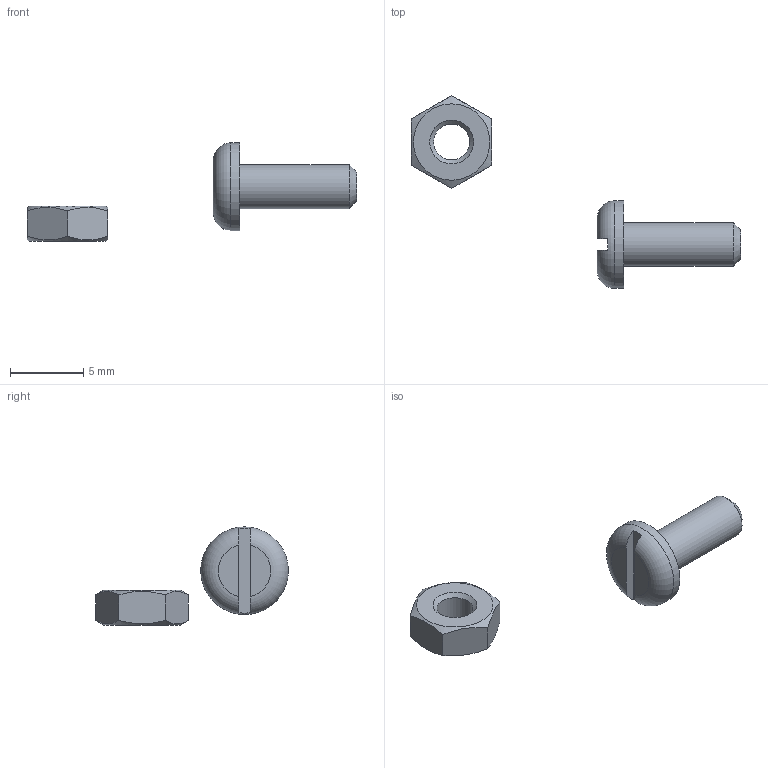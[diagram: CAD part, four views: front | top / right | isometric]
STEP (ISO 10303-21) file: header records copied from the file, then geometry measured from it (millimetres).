
FILE_DESCRIPTION(('STEP AP203'), '1');
FILE_NAME('栖闉罻', '2024-10-05T19:15:48', ('Ivan'), (''), 'C3D Converter', 'C3D Toolkit', '');
FILE_SCHEMA(('CONFIG_CONTROL_DESIGN'));
Length unit declared in the file: millimetre
Assembly tree (2 placements, depth 2):
  (unnamed)
    (unnamed)
    (unnamed)
Bounding box: 22.5 x 13.19 x 6.72 mm (x, y, z)
Volume: 148.1 mm3; surface area: 259.5 mm2
Topology: 2 solids, 2 shells, 24 faces, 51 edges, 32 vertices
Faces by surface type: plane 15, cone 5, cylinder 3, torus 1
Full cylindrical faces by diameter (mm): 2.459 x1, 3 x1, 6 x1
Entity records: 1482 total; most frequent: CARTESIAN_POINT 663, DIRECTION 96, ORIENTED_EDGE 84, AXIS2_PLACEMENT_3D 43, EDGE_CURVE 42, EDGE_LOOP 36, VERTEX_POINT 32, COLOUR_RGB 26
